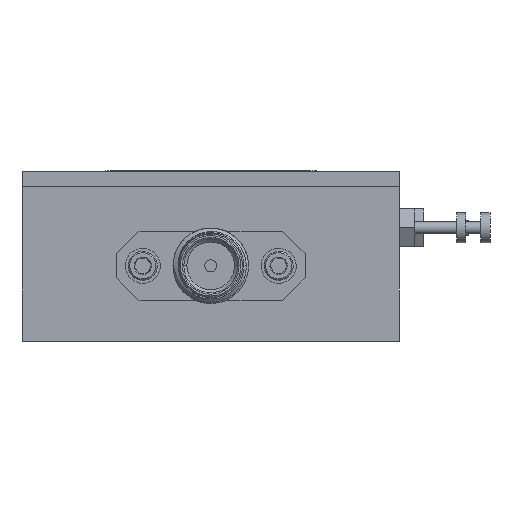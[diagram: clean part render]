
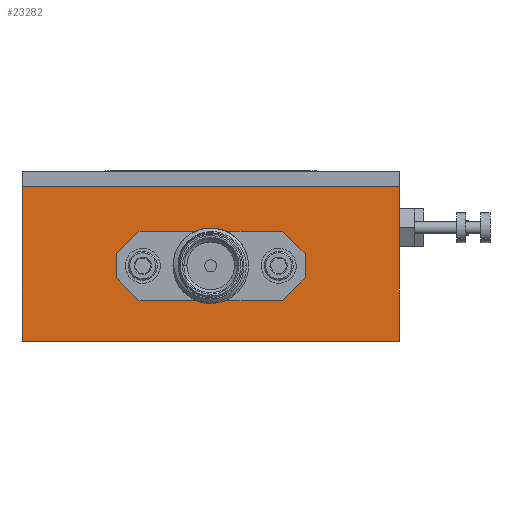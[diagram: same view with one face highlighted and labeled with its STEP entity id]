
A CAD part, left-side view. The second image highlights one B-rep face of the part: STEP entity #23282.
In plain terms, the highlighted planar face has unit normal (-1, 0, 0).
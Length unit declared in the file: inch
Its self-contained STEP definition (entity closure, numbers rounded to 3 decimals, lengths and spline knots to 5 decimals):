
#23 = DIRECTION ( 'NONE',  ( 0., 0.707, -0.707 ) ) ;
#341 = CARTESIAN_POINT ( 'NONE',  ( -0.625, -0.3125, 0.0085 ) ) ;
#2474 = VECTOR ( 'NONE', #3071, 39.37008 ) ;
#2560 = CARTESIAN_POINT ( 'NONE',  ( -0.625, -0.625, 0.2815 ) ) ;
#2998 = EDGE_CURVE ( 'NONE', #64910, #54148, #34473, .T. ) ;
#3071 = DIRECTION ( 'NONE',  ( 0., -0.707, 0.707 ) ) ;
#5019 = DIRECTION ( 'NONE',  ( 0., -1., 0. ) ) ;
#6033 = CARTESIAN_POINT ( 'NONE',  ( -0.625, -0.625, 0.2315 ) ) ;
#6048 = CARTESIAN_POINT ( 'NONE',  ( -0.625, -0.625, -0.2815 ) ) ;
#6609 = VECTOR ( 'NONE', #56772, 39.37008 ) ;
#6708 = VERTEX_POINT ( 'NONE', #51464 ) ;
#6857 = VECTOR ( 'NONE', #8043, 39.37008 ) ;
#6985 = CARTESIAN_POINT ( 'NONE',  ( -0.625, -0.625, 0.2815 ) ) ;
#7525 = VERTEX_POINT ( 'NONE', #50896 ) ;
#7700 = EDGE_CURVE ( 'NONE', #37618, #64090, #56101, .T. ) ;
#8043 = DIRECTION ( 'NONE',  ( 0., -1., 0. ) ) ;
#8654 = CARTESIAN_POINT ( 'NONE',  ( -0.625, -0.2375, 0.0835 ) ) ;
#8980 = EDGE_LOOP ( 'NONE', ( #50316, #12648, #11063, #10867 ) ) ;
#9381 = ORIENTED_EDGE ( 'NONE', *, *, #2998, .F. ) ;
#9505 = EDGE_CURVE ( 'NONE', #10854, #10195, #13631, .T. ) ;
#9918 = LINE ( 'NONE', #30038, #34380 ) ;
#9961 = CARTESIAN_POINT ( 'NONE',  ( -0.625, -0.625, 0.2315 ) ) ;
#10195 = VERTEX_POINT ( 'NONE', #341 ) ;
#10551 = DIRECTION ( 'NONE',  ( 0., 0., -1. ) ) ;
#10854 = VERTEX_POINT ( 'NONE', #20609 ) ;
#10867 = ORIENTED_EDGE ( 'NONE', *, *, #7700, .F. ) ;
#11063 = ORIENTED_EDGE ( 'NONE', *, *, #51456, .T. ) ;
#11928 = EDGE_CURVE ( 'NONE', #64910, #26161, #17907, .T. ) ;
#12648 = ORIENTED_EDGE ( 'NONE', *, *, #17341, .T. ) ;
#12713 = VECTOR ( 'NONE', #25278, 39.37008 ) ;
#12736 = AXIS2_PLACEMENT_3D ( 'NONE', #2560, #27943, #43743 ) ;
#13100 = CARTESIAN_POINT ( 'NONE',  ( -0.625, 0.3125, -0.0715 ) ) ;
#13297 = ORIENTED_EDGE ( 'NONE', *, *, #56484, .T. ) ;
#13631 = LINE ( 'NONE', #59728, #62729 ) ;
#13790 = ORIENTED_EDGE ( 'NONE', *, *, #11928, .T. ) ;
#14231 = LINE ( 'NONE', #44854, #22473 ) ;
#14458 = VECTOR ( 'NONE', #31718, 39.37008 ) ;
#15077 = LINE ( 'NONE', #25614, #12713 ) ;
#17341 = EDGE_CURVE ( 'NONE', #7525, #40928, #9918, .T. ) ;
#17724 = FACE_BOUND ( 'NONE', #39458, .T. ) ;
#17907 = LINE ( 'NONE', #24163, #2474 ) ;
#19296 = DIRECTION ( 'NONE',  ( 0., 0.707, 0.707 ) ) ;
#20455 = EDGE_CURVE ( 'NONE', #7525, #37618, #50468, .T. ) ;
#20609 = CARTESIAN_POINT ( 'NONE',  ( -0.625, -0.3125, -0.0715 ) ) ;
#20947 = CARTESIAN_POINT ( 'NONE',  ( -0.625, -0.3125, 0.0835 ) ) ;
#21159 = EDGE_CURVE ( 'NONE', #25351, #10195, #15077, .T. ) ;
#22096 = CARTESIAN_POINT ( 'NONE',  ( -0.625, 0.3125, 0.0085 ) ) ;
#22473 = VECTOR ( 'NONE', #23, 39.37008 ) ;
#22949 = VERTEX_POINT ( 'NONE', #42529 ) ;
#23282 = ADVANCED_FACE ( 'NONE', ( #23324, #17724 ), #47716, .F. ) ;
#23324 = FACE_OUTER_BOUND ( 'NONE', #8980, .T. ) ;
#24049 = CARTESIAN_POINT ( 'NONE',  ( -0.625, -0.625, -0.2815 ) ) ;
#24163 = CARTESIAN_POINT ( 'NONE',  ( -0.625, 0.17625, 0.14475 ) ) ;
#25234 = CARTESIAN_POINT ( 'NONE',  ( -0.625, 0.3125, 0.0835 ) ) ;
#25278 = DIRECTION ( 'NONE',  ( 0., -0.707, -0.707 ) ) ;
#25351 = VERTEX_POINT ( 'NONE', #8654 ) ;
#25614 = CARTESIAN_POINT ( 'NONE',  ( -0.625, -0.17625, 0.14475 ) ) ;
#26161 = VERTEX_POINT ( 'NONE', #34193 ) ;
#27943 = DIRECTION ( 'NONE',  ( 1., 0., 0. ) ) ;
#28531 = ORIENTED_EDGE ( 'NONE', *, *, #41624, .F. ) ;
#29452 = CARTESIAN_POINT ( 'NONE',  ( -0.625, -0.3125, -0.1465 ) ) ;
#30038 = CARTESIAN_POINT ( 'NONE',  ( -0.625, 0.625, 0.2815 ) ) ;
#30124 = VECTOR ( 'NONE', #54247, 39.37008 ) ;
#31718 = DIRECTION ( 'NONE',  ( 0., 0., -1. ) ) ;
#34193 = CARTESIAN_POINT ( 'NONE',  ( -0.625, 0.2375, 0.0835 ) ) ;
#34367 = ORIENTED_EDGE ( 'NONE', *, *, #21159, .T. ) ;
#34380 = VECTOR ( 'NONE', #10551, 39.37008 ) ;
#34473 = LINE ( 'NONE', #25234, #30124 ) ;
#36862 = ORIENTED_EDGE ( 'NONE', *, *, #9505, .F. ) ;
#36983 = VECTOR ( 'NONE', #61119, 39.37008 ) ;
#37618 = VERTEX_POINT ( 'NONE', #6033 ) ;
#37623 = CARTESIAN_POINT ( 'NONE',  ( -0.625, 0.625, -0.2815 ) ) ;
#38212 = ORIENTED_EDGE ( 'NONE', *, *, #49922, .F. ) ;
#39458 = EDGE_LOOP ( 'NONE', ( #13297, #9381, #13790, #38212, #34367, #36862, #60970, #28531 ) ) ;
#40928 = VERTEX_POINT ( 'NONE', #37623 ) ;
#41624 = EDGE_CURVE ( 'NONE', #22949, #6708, #44270, .T. ) ;
#42529 = CARTESIAN_POINT ( 'NONE',  ( -0.625, 0.2375, -0.1465 ) ) ;
#43743 = DIRECTION ( 'NONE',  ( 0., 1., 0. ) ) ;
#44270 = LINE ( 'NONE', #29452, #6857 ) ;
#44854 = CARTESIAN_POINT ( 'NONE',  ( -0.625, -0.17625, -0.20775 ) ) ;
#44873 = VECTOR ( 'NONE', #19296, 39.37008 ) ;
#46570 = LINE ( 'NONE', #6048, #6609 ) ;
#47716 = PLANE ( 'NONE',  #12736 ) ;
#49539 = DIRECTION ( 'NONE',  ( 0., 0., 1. ) ) ;
#49922 = EDGE_CURVE ( 'NONE', #25351, #26161, #60798, .T. ) ;
#50316 = ORIENTED_EDGE ( 'NONE', *, *, #20455, .F. ) ;
#50468 = LINE ( 'NONE', #9961, #62079 ) ;
#50896 = CARTESIAN_POINT ( 'NONE',  ( -0.625, 0.625, 0.2315 ) ) ;
#51456 = EDGE_CURVE ( 'NONE', #40928, #64090, #46570, .T. ) ;
#51464 = CARTESIAN_POINT ( 'NONE',  ( -0.625, -0.2375, -0.1465 ) ) ;
#53418 = EDGE_CURVE ( 'NONE', #10854, #6708, #14231, .T. ) ;
#54148 = VERTEX_POINT ( 'NONE', #13100 ) ;
#54247 = DIRECTION ( 'NONE',  ( 0., 0., -1. ) ) ;
#56101 = LINE ( 'NONE', #6985, #14458 ) ;
#56484 = EDGE_CURVE ( 'NONE', #22949, #54148, #59782, .T. ) ;
#56772 = DIRECTION ( 'NONE',  ( 0., -1., 0. ) ) ;
#57593 = CARTESIAN_POINT ( 'NONE',  ( -0.625, 0.17625, -0.20775 ) ) ;
#59728 = CARTESIAN_POINT ( 'NONE',  ( -0.625, -0.3125, 0.0835 ) ) ;
#59782 = LINE ( 'NONE', #57593, #44873 ) ;
#60798 = LINE ( 'NONE', #20947, #36983 ) ;
#60970 = ORIENTED_EDGE ( 'NONE', *, *, #53418, .T. ) ;
#61119 = DIRECTION ( 'NONE',  ( 0., 1., 0. ) ) ;
#62079 = VECTOR ( 'NONE', #5019, 39.37008 ) ;
#62729 = VECTOR ( 'NONE', #49539, 39.37008 ) ;
#64090 = VERTEX_POINT ( 'NONE', #24049 ) ;
#64910 = VERTEX_POINT ( 'NONE', #22096 ) ;
